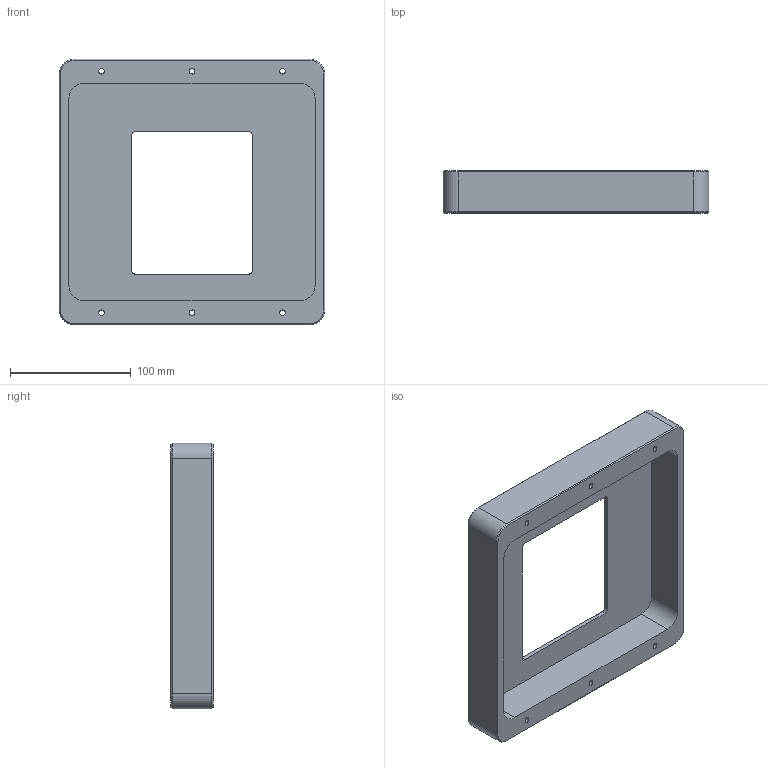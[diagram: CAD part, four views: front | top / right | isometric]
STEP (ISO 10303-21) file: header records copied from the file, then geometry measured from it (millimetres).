
FILE_DESCRIPTION (( 'STEP AP214' ), '1' );
FILE_NAME ('top.STEP', '2016-05-06T08:52:21', ( '' ), ( '' ), 'SwSTEP 2.0', 'SolidWorks 2014', '' );
FILE_SCHEMA (( 'AUTOMOTIVE_DESIGN' ));
Length unit declared in the file: millimetre
Products named in the file (1): top
Bounding box: 220 x 35 x 220 mm (x, y, z)
Volume: 515336 mm3; surface area: 129434.9 mm2
Topology: 1 solids, 1 shells, 77 faces, 188 edges, 120 vertices
Faces by surface type: cylinder 36, plane 33, cone 8
Entity records: 2332 total; most frequent: DIRECTION 412, CARTESIAN_POINT 410, ORIENTED_EDGE 376, EDGE_CURVE 188, AXIS2_PLACEMENT_3D 154, VERTEX_POINT 120, LINE 104, VECTOR 104
